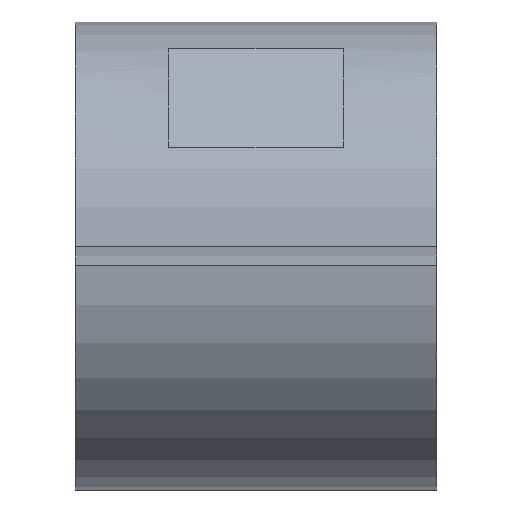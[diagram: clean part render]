
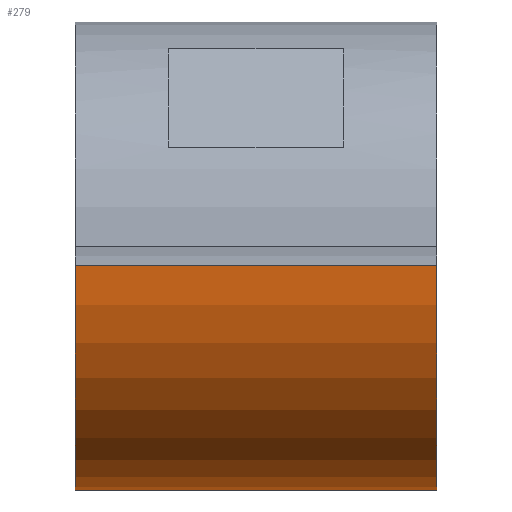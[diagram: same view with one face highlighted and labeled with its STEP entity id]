
A CAD part, left-side view. The second image highlights one B-rep face of the part: STEP entity #279.
In plain terms, the highlighted cylindrical face has radius 12.7 mm (diameter 25.4 mm), a partial arc.
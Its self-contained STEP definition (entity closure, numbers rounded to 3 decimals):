
#6 = AXIS2_PLACEMENT_3D ( 'NONE', #520, #531, #561 ) ;
#19 = CARTESIAN_POINT ( 'NONE',  ( 0., -9.817, -12.7 ) ) ;
#21 = CARTESIAN_POINT ( 'NONE',  ( -12.69, -9.817, -0.508 ) ) ;
#26 = ORIENTED_EDGE ( 'NONE', *, *, #416, .T. ) ;
#34 = DIRECTION ( 'NONE',  ( 0., 0., 1. ) ) ;
#35 = VERTEX_POINT ( 'NONE', #243 ) ;
#47 = DIRECTION ( 'NONE',  ( 0., 1., 0. ) ) ;
#56 = CARTESIAN_POINT ( 'NONE',  ( 0., -9.817, -12.7 ) ) ;
#59 = DIRECTION ( 'NONE',  ( 0., 1., 0. ) ) ;
#74 = CARTESIAN_POINT ( 'NONE',  ( 0., -9.817, 0. ) ) ;
#110 = EDGE_CURVE ( 'NONE', #549, #564, #550, .T. ) ;
#127 = CARTESIAN_POINT ( 'NONE',  ( 0., 9.817, -12.7 ) ) ;
#149 = AXIS2_PLACEMENT_3D ( 'NONE', #662, #164, #201 ) ;
#164 = DIRECTION ( 'NONE',  ( 0., 1., 0. ) ) ;
#201 = DIRECTION ( 'NONE',  ( 0., 0., 1. ) ) ;
#215 = CARTESIAN_POINT ( 'NONE',  ( -12.69, 9.817, -0.508 ) ) ;
#227 = ORIENTED_EDGE ( 'NONE', *, *, #466, .F. ) ;
#243 = CARTESIAN_POINT ( 'NONE',  ( -12.69, -9.817, -0.508 ) ) ;
#257 = ORIENTED_EDGE ( 'NONE', *, *, #462, .T. ) ;
#279 = ADVANCED_FACE ( 'NONE', ( #379 ), #620, .T. ) ;
#321 = DIRECTION ( 'NONE',  ( 0., 1., 0. ) ) ;
#328 = VERTEX_POINT ( 'NONE', #19 ) ;
#331 = AXIS2_PLACEMENT_3D ( 'NONE', #74, #321, #34 ) ;
#379 = FACE_OUTER_BOUND ( 'NONE', #553, .T. ) ;
#388 = VECTOR ( 'NONE', #59, 1000. ) ;
#416 = EDGE_CURVE ( 'NONE', #328, #35, #512, .T. ) ;
#462 = EDGE_CURVE ( 'NONE', #35, #564, #637, .T. ) ;
#466 = EDGE_CURVE ( 'NONE', #328, #549, #614, .T. ) ;
#512 = CIRCLE ( 'NONE', #331, 12.7 ) ;
#520 = CARTESIAN_POINT ( 'NONE',  ( 0., 9.817, 0. ) ) ;
#531 = DIRECTION ( 'NONE',  ( 0., 1., 0. ) ) ;
#549 = VERTEX_POINT ( 'NONE', #127 ) ;
#550 = CIRCLE ( 'NONE', #6, 12.7 ) ;
#553 = EDGE_LOOP ( 'NONE', ( #227, #26, #257, #677 ) ) ;
#561 = DIRECTION ( 'NONE',  ( 0., 0., 1. ) ) ;
#564 = VERTEX_POINT ( 'NONE', #215 ) ;
#614 = LINE ( 'NONE', #56, #388 ) ;
#620 = CYLINDRICAL_SURFACE ( 'NONE', #149, 12.7 ) ;
#637 = LINE ( 'NONE', #21, #638 ) ;
#638 = VECTOR ( 'NONE', #47, 1000. ) ;
#662 = CARTESIAN_POINT ( 'NONE',  ( 0., -9.817, 0. ) ) ;
#677 = ORIENTED_EDGE ( 'NONE', *, *, #110, .F. ) ;
